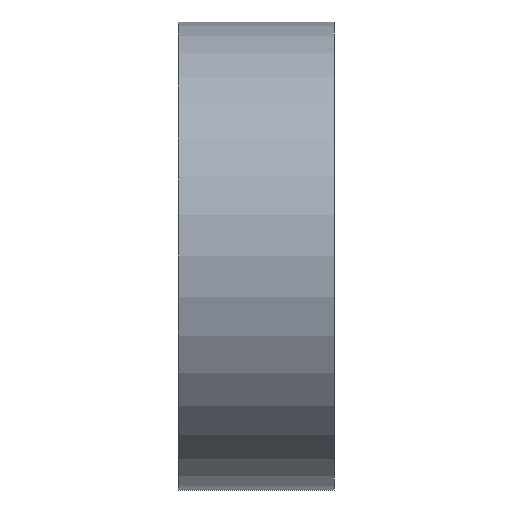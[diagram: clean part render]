
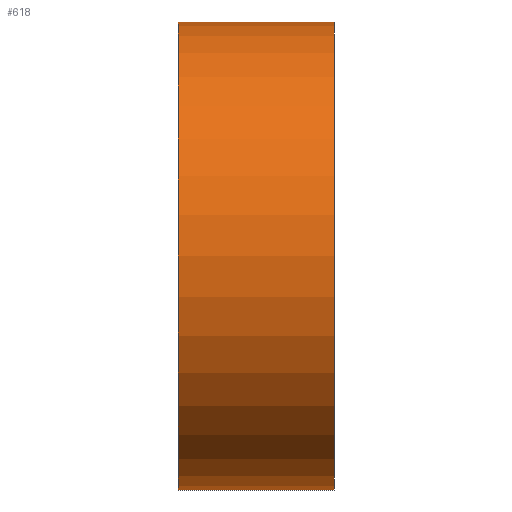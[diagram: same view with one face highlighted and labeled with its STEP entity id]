
A CAD part, left-side view. The second image highlights one B-rep face of the part: STEP entity #618.
In plain terms, the highlighted cylindrical face has radius 45 mm (diameter 90 mm), a partial arc.
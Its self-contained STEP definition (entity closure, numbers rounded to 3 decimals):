
#15 = CARTESIAN_POINT ( 'NONE',  ( 0., 0., -45. ) ) ;
#31 = CARTESIAN_POINT ( 'NONE',  ( 0., 30., -45. ) ) ;
#60 = CARTESIAN_POINT ( 'NONE',  ( 0., 30., 0. ) ) ;
#70 = DIRECTION ( 'NONE',  ( 0., 1., 0. ) ) ;
#123 = LINE ( 'NONE', #617, #665 ) ;
#149 = EDGE_CURVE ( 'NONE', #198, #875, #605, .T. ) ;
#174 = VERTEX_POINT ( 'NONE', #594 ) ;
#198 = VERTEX_POINT ( 'NONE', #232 ) ;
#213 = EDGE_CURVE ( 'NONE', #198, #1115, #906, .T. ) ;
#232 = CARTESIAN_POINT ( 'NONE',  ( 0., 30., -45. ) ) ;
#246 = AXIS2_PLACEMENT_3D ( 'NONE', #895, #1198, #613 ) ;
#268 = ORIENTED_EDGE ( 'NONE', *, *, #213, .F. ) ;
#276 = DIRECTION ( 'NONE',  ( 0., 0., -1. ) ) ;
#351 = DIRECTION ( 'NONE',  ( 0., -1., 0. ) ) ;
#362 = ORIENTED_EDGE ( 'NONE', *, *, #514, .T. ) ;
#372 = CARTESIAN_POINT ( 'NONE',  ( 0., 30., 45. ) ) ;
#457 = EDGE_CURVE ( 'NONE', #1115, #174, #123, .T. ) ;
#514 = EDGE_CURVE ( 'NONE', #875, #174, #908, .T. ) ;
#539 = ORIENTED_EDGE ( 'NONE', *, *, #457, .F. ) ;
#594 = CARTESIAN_POINT ( 'NONE',  ( 0., 0., 45. ) ) ;
#605 = LINE ( 'NONE', #31, #685 ) ;
#613 = DIRECTION ( 'NONE',  ( 0., 0., 1. ) ) ;
#617 = CARTESIAN_POINT ( 'NONE',  ( 0., 30., 45. ) ) ;
#618 = ADVANCED_FACE ( 'NONE', ( #1211 ), #1004, .T. ) ;
#665 = VECTOR ( 'NONE', #1174, 1000. ) ;
#685 = VECTOR ( 'NONE', #1072, 1000. ) ;
#723 = DIRECTION ( 'NONE',  ( 0., 0., 1. ) ) ;
#726 = ORIENTED_EDGE ( 'NONE', *, *, #149, .T. ) ;
#875 = VERTEX_POINT ( 'NONE', #15 ) ;
#895 = CARTESIAN_POINT ( 'NONE',  ( 0., 0., 0. ) ) ;
#906 = CIRCLE ( 'NONE', #1100, 45. ) ;
#908 = CIRCLE ( 'NONE', #246, 45. ) ;
#1004 = CYLINDRICAL_SURFACE ( 'NONE', #1083, 45. ) ;
#1072 = DIRECTION ( 'NONE',  ( 0., -1., 0. ) ) ;
#1083 = AXIS2_PLACEMENT_3D ( 'NONE', #60, #351, #276 ) ;
#1100 = AXIS2_PLACEMENT_3D ( 'NONE', #1106, #70, #723 ) ;
#1106 = CARTESIAN_POINT ( 'NONE',  ( 0., 30., 0. ) ) ;
#1115 = VERTEX_POINT ( 'NONE', #372 ) ;
#1155 = EDGE_LOOP ( 'NONE', ( #539, #268, #726, #362 ) ) ;
#1174 = DIRECTION ( 'NONE',  ( 0., -1., 0. ) ) ;
#1198 = DIRECTION ( 'NONE',  ( 0., 1., 0. ) ) ;
#1211 = FACE_OUTER_BOUND ( 'NONE', #1155, .T. ) ;
